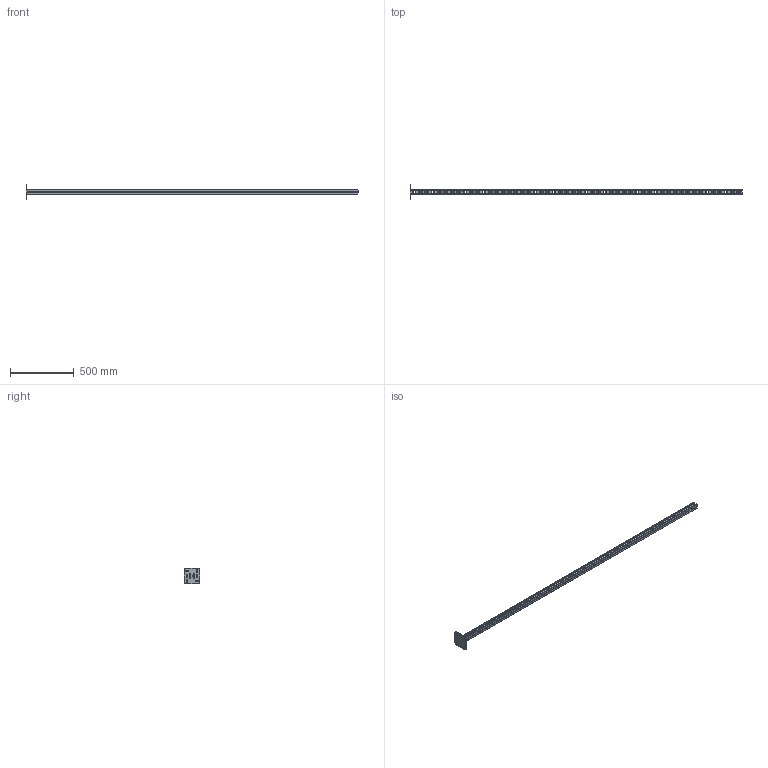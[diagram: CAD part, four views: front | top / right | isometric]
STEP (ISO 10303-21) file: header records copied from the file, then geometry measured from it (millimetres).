
FILE_DESCRIPTION (( 'STEP AP203' ), '1' );
FILE_NAME ('Êðîíøòåéí ïîòîëî÷íûé äâîéíîé_h21-2600.step', '2022-01-27T07:56:20', ( '' ), ( '' ), 'SwSTEP 2.0', 'SolidWorks 2017', '' );
FILE_SCHEMA (( 'CONFIG_CONTROL_DESIGN' ));
Products named in the file (3): Êðîíøòåéí ïîòîëî÷íûé äâîéíîé_h21-2600; Ïÿòêà ïîòîëî÷êàÿ; STRUT-镳铘桦黖h21-2600
Assembly tree (3 placements, depth 2):
  Êðîíøòåéí ïîòîëî÷íûé äâîéíîé_h21-2600
    Ïÿòêà ïîòîëî÷êàÿ
    STRUT-镳铘桦黖h21-2600  x2
Bounding box: 2606 x 120 x 120 mm (x, y, z)
Volume: 1205564.9 mm3; surface area: 1004919.7 mm2
Topology: 3 solids, 3 shells, 3702 faces, 11086 edges, 7390 vertices
Faces by surface type: plane 3464, cylinder 238
Entity records: 62405 total; most frequent: CARTESIAN_POINT 11198, ORIENTED_EDGE 11188, DIRECTION 9600, EDGE_CURVE 5594, VECTOR 5338, LINE 5338, VERTEX_POINT 3729, AXIS2_PLACEMENT_3D 2131
